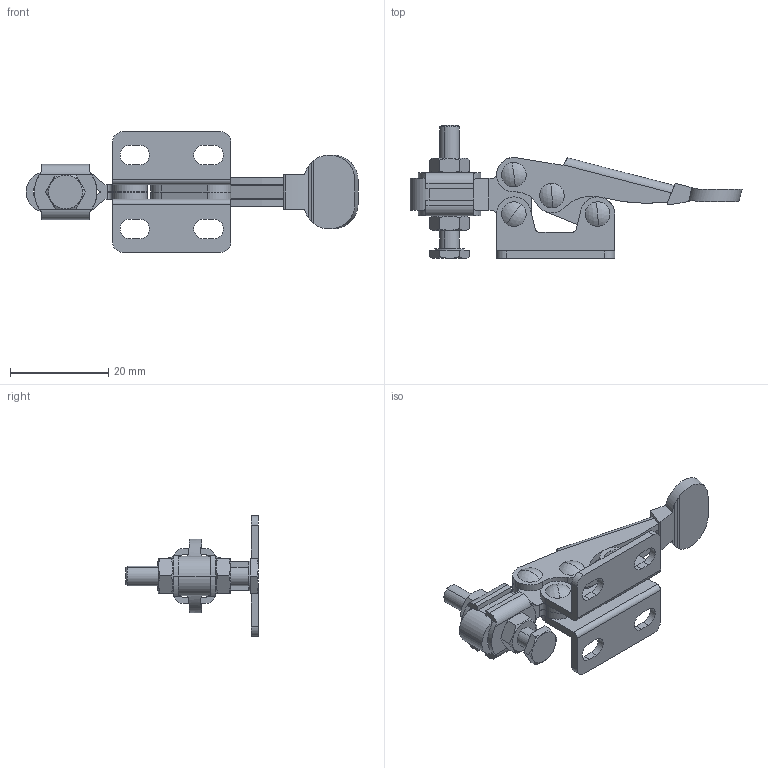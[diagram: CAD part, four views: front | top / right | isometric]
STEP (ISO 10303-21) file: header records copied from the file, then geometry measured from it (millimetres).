
FILE_DESCRIPTION (( 'STEP AP214' ), '1' );
FILE_NAME ('GH-20400(Â²¤Æ).STEP', '2020-07-16T06:35:31', ( 'LinWei' ), ( '' ), 'SwSTEP 2.0', 'SolidWorks 2016', '' );
FILE_SCHEMA (( 'AUTOMOTIVE_DESIGN' ));
Length unit declared in the file: millimetre
Products named in the file (6): GH-20400(簡化); 12040008-1^GH-20400(簡化); Group5^GH-20400(簡化); Group4^GH-20400(簡化); Group2^GH-20400(簡化); Group1^GH-20400(簡化)
Assembly tree (5 placements, depth 2):
  GH-20400(簡化)
    Group1^GH-20400(簡化)
    Group2^GH-20400(簡化)
    Group4^GH-20400(簡化)
    Group5^GH-20400(簡化)
    12040008-1^GH-20400(簡化)
Bounding box: 67.45 x 27 x 24.5 mm (x, y, z)
Volume: 4362.5 mm3; surface area: 6382.5 mm2
Topology: 5 solids, 5 shells, 260 faces, 676 edges, 445 vertices
Faces by surface type: plane 121, cylinder 109, cone 12, torus 8, sphere 8, bspline 2
Entity records: 9301 total; most frequent: CARTESIAN_POINT 1869, DIRECTION 1395, ORIENTED_EDGE 1352, EDGE_CURVE 676, AXIS2_PLACEMENT_3D 523, VERTEX_POINT 445, VECTOR 349, LINE 349
